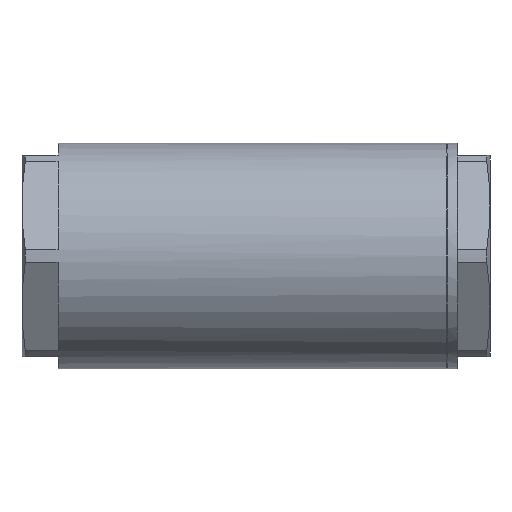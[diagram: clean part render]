
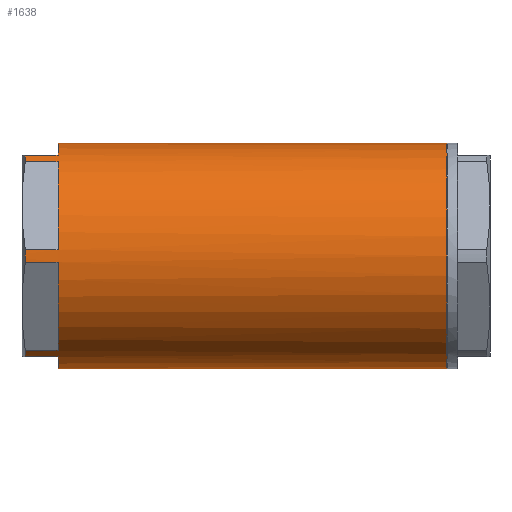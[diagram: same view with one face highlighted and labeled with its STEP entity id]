
A CAD part, front view. The second image highlights one B-rep face of the part: STEP entity #1638.
In plain terms, the highlighted cylindrical face has radius 53.34 mm (diameter 106.68 mm), a partial arc.
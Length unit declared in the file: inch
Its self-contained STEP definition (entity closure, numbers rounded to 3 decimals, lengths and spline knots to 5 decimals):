
#15 = EDGE_LOOP ( 'NONE', ( #2263, #2516, #371, #20, #1233, #556, #689, #2546, #1905, #1229, #211, #1964, #49, #2381, #1832, #884 ) ) ;
#20 = ORIENTED_EDGE ( 'NONE', *, *, #1974, .F. ) ;
#31 = CARTESIAN_POINT ( 'NONE',  ( 0.06029, -0.94571, -1.875 ) ) ;
#49 = ORIENTED_EDGE ( 'NONE', *, *, #1758, .F. ) ;
#55 = DIRECTION ( 'NONE',  ( 0., 0., 1. ) ) ;
#57 = CIRCLE ( 'NONE', #1245, 2.1 ) ;
#102 = DIRECTION ( 'NONE',  ( -1., 0., 0. ) ) ;
#107 = AXIS2_PLACEMENT_3D ( 'NONE', #533, #161, #1945 ) ;
#130 = DIRECTION ( 'NONE',  ( 1., 0., 0. ) ) ;
#138 = CARTESIAN_POINT ( 'NONE',  ( -0.38483, -0.94571, -1.875 ) ) ;
#149 = DIRECTION ( 'NONE',  ( -1., 0., 0. ) ) ;
#160 = FACE_OUTER_BOUND ( 'NONE', #15, .T. ) ;
#161 = DIRECTION ( 'NONE',  ( -1., 0., 0. ) ) ;
#164 = CARTESIAN_POINT ( 'NONE',  ( -0.38483, 0., 2.1 ) ) ;
#211 = ORIENTED_EDGE ( 'NONE', *, *, #767, .F. ) ;
#225 = VECTOR ( 'NONE', #149, 39.37008 ) ;
#228 = DIRECTION ( 'NONE',  ( -1., 0., 0. ) ) ;
#235 = EDGE_CURVE ( 'NONE', #2397, #2424, #1526, .T. ) ;
#262 = VERTEX_POINT ( 'NONE', #493 ) ;
#321 = DIRECTION ( 'NONE',  ( 0., 0., 1. ) ) ;
#338 = VERTEX_POINT ( 'NONE', #756 ) ;
#371 = ORIENTED_EDGE ( 'NONE', *, *, #1383, .T. ) ;
#374 = CARTESIAN_POINT ( 'NONE',  ( 0.67, 0., 0. ) ) ;
#391 = VECTOR ( 'NONE', #2036, 39.37008 ) ;
#477 = VERTEX_POINT ( 'NONE', #1211 ) ;
#493 = CARTESIAN_POINT ( 'NONE',  ( 0.67, -1.15094, 1.75651 ) ) ;
#494 = CYLINDRICAL_SURFACE ( 'NONE', #700, 2.1 ) ;
#527 = DIRECTION ( 'NONE',  ( 0., 0., 1. ) ) ;
#533 = CARTESIAN_POINT ( 'NONE',  ( 0.67, 0., 0. ) ) ;
#556 = ORIENTED_EDGE ( 'NONE', *, *, #235, .F. ) ;
#572 = VERTEX_POINT ( 'NONE', #2447 ) ;
#590 = EDGE_CURVE ( 'NONE', #1784, #262, #937, .T. ) ;
#600 = EDGE_CURVE ( 'NONE', #262, #2397, #1875, .T. ) ;
#608 = LINE ( 'NONE', #2402, #613 ) ;
#613 = VECTOR ( 'NONE', #833, 39.37008 ) ;
#615 = CARTESIAN_POINT ( 'NONE',  ( 0.67, 0., 2.1 ) ) ;
#636 = CARTESIAN_POINT ( 'NONE',  ( 0.67, 0., 0. ) ) ;
#650 = DIRECTION ( 'NONE',  ( -1., 0., 0. ) ) ;
#657 = EDGE_CURVE ( 'NONE', #1612, #1784, #688, .T. ) ;
#687 = CARTESIAN_POINT ( 'NONE',  ( -0.38483, 0., 0. ) ) ;
#688 = LINE ( 'NONE', #1428, #1793 ) ;
#689 = ORIENTED_EDGE ( 'NONE', *, *, #600, .F. ) ;
#700 = AXIS2_PLACEMENT_3D ( 'NONE', #687, #1081, #1287 ) ;
#705 = CARTESIAN_POINT ( 'NONE',  ( 0.67, -2.09665, 0.11849 ) ) ;
#711 = CARTESIAN_POINT ( 'NONE',  ( 0.67, 0., -2.1 ) ) ;
#717 = DIRECTION ( 'NONE',  ( -1., 0., 0. ) ) ;
#721 = LINE ( 'NONE', #164, #225 ) ;
#756 = CARTESIAN_POINT ( 'NONE',  ( 0.67, -1.15094, -1.75651 ) ) ;
#767 = EDGE_CURVE ( 'NONE', #477, #2489, #998, .T. ) ;
#798 = VECTOR ( 'NONE', #650, 39.37008 ) ;
#800 = CIRCLE ( 'NONE', #2375, 2.1 ) ;
#833 = DIRECTION ( 'NONE',  ( -1., 0., 0. ) ) ;
#852 = DIRECTION ( 'NONE',  ( 1., 0., 0. ) ) ;
#862 = CARTESIAN_POINT ( 'NONE',  ( -0.38483, -1.15094, 1.75651 ) ) ;
#884 = ORIENTED_EDGE ( 'NONE', *, *, #2021, .F. ) ;
#900 = CARTESIAN_POINT ( 'NONE',  ( 0.06029, -1.15094, -1.75651 ) ) ;
#937 = CIRCLE ( 'NONE', #2075, 2.1 ) ;
#996 = CARTESIAN_POINT ( 'NONE',  ( 7.9, 0., 0. ) ) ;
#998 = LINE ( 'NONE', #1483, #2344 ) ;
#1010 = VERTEX_POINT ( 'NONE', #615 ) ;
#1022 = DIRECTION ( 'NONE',  ( 0., 0., 1. ) ) ;
#1023 = VECTOR ( 'NONE', #130, 39.37008 ) ;
#1081 = DIRECTION ( 'NONE',  ( -1., 0., 0. ) ) ;
#1103 = CARTESIAN_POINT ( 'NONE',  ( 7.9, 0., 2.1 ) ) ;
#1107 = VERTEX_POINT ( 'NONE', #31 ) ;
#1131 = LINE ( 'NONE', #1243, #391 ) ;
#1147 = DIRECTION ( 'NONE',  ( 0., 0., 1. ) ) ;
#1153 = CARTESIAN_POINT ( 'NONE',  ( 7.9, 0., -2.1 ) ) ;
#1159 = VECTOR ( 'NONE', #1712, 39.37008 ) ;
#1187 = CIRCLE ( 'NONE', #2148, 2.1 ) ;
#1211 = CARTESIAN_POINT ( 'NONE',  ( 0.67, -2.09665, -0.11849 ) ) ;
#1229 = ORIENTED_EDGE ( 'NONE', *, *, #2398, .F. ) ;
#1233 = ORIENTED_EDGE ( 'NONE', *, *, #1538, .F. ) ;
#1243 = CARTESIAN_POINT ( 'NONE',  ( -0.38483, -0.94571, 1.875 ) ) ;
#1245 = AXIS2_PLACEMENT_3D ( 'NONE', #374, #1360, #2547 ) ;
#1287 = DIRECTION ( 'NONE',  ( 0., 0., 1. ) ) ;
#1318 = CARTESIAN_POINT ( 'NONE',  ( 0.06029, 0., 0. ) ) ;
#1360 = DIRECTION ( 'NONE',  ( -1., 0., 0. ) ) ;
#1383 = EDGE_CURVE ( 'NONE', #2339, #1010, #721, .T. ) ;
#1428 = CARTESIAN_POINT ( 'NONE',  ( -0.38483, -2.09665, 0.11849 ) ) ;
#1434 = CIRCLE ( 'NONE', #1633, 2.1 ) ;
#1466 = CIRCLE ( 'NONE', #107, 2.1 ) ;
#1470 = CARTESIAN_POINT ( 'NONE',  ( 0.06029, -2.09665, 0.11849 ) ) ;
#1483 = CARTESIAN_POINT ( 'NONE',  ( -0.38483, -2.09665, -0.11849 ) ) ;
#1484 = CARTESIAN_POINT ( 'NONE',  ( 0.06029, 0., 0. ) ) ;
#1526 = CIRCLE ( 'NONE', #1600, 2.1 ) ;
#1528 = CARTESIAN_POINT ( 'NONE',  ( 0.06029, 0., 0. ) ) ;
#1538 = EDGE_CURVE ( 'NONE', #2424, #2387, #1131, .T. ) ;
#1541 = CARTESIAN_POINT ( 'NONE',  ( -0.38483, -1.15094, -1.75651 ) ) ;
#1547 = EDGE_CURVE ( 'NONE', #1957, #2384, #608, .T. ) ;
#1600 = AXIS2_PLACEMENT_3D ( 'NONE', #1318, #2093, #527 ) ;
#1612 = VERTEX_POINT ( 'NONE', #1470 ) ;
#1633 = AXIS2_PLACEMENT_3D ( 'NONE', #2120, #2124, #1147 ) ;
#1638 = ADVANCED_FACE ( 'NONE', ( #160 ), #494, .T. ) ;
#1702 = EDGE_CURVE ( 'NONE', #338, #477, #1434, .T. ) ;
#1712 = DIRECTION ( 'NONE',  ( -1., 0., 0. ) ) ;
#1715 = DIRECTION ( 'NONE',  ( -1., 0., 0. ) ) ;
#1754 = EDGE_CURVE ( 'NONE', #572, #1107, #2277, .T. ) ;
#1755 = LINE ( 'NONE', #1541, #1023 ) ;
#1758 = EDGE_CURVE ( 'NONE', #2405, #338, #1755, .T. ) ;
#1784 = VERTEX_POINT ( 'NONE', #705 ) ;
#1793 = VECTOR ( 'NONE', #852, 39.37008 ) ;
#1832 = ORIENTED_EDGE ( 'NONE', *, *, #1754, .F. ) ;
#1860 = DIRECTION ( 'NONE',  ( -1., 0., 0. ) ) ;
#1875 = LINE ( 'NONE', #862, #798 ) ;
#1892 = CARTESIAN_POINT ( 'NONE',  ( 0.67, -0.94571, 1.875 ) ) ;
#1905 = ORIENTED_EDGE ( 'NONE', *, *, #657, .F. ) ;
#1919 = DIRECTION ( 'NONE',  ( 0., 0., 1. ) ) ;
#1945 = DIRECTION ( 'NONE',  ( 0., 0., 1. ) ) ;
#1957 = VERTEX_POINT ( 'NONE', #1153 ) ;
#1964 = ORIENTED_EDGE ( 'NONE', *, *, #1702, .F. ) ;
#1974 = EDGE_CURVE ( 'NONE', #2387, #1010, #57, .T. ) ;
#1976 = CARTESIAN_POINT ( 'NONE',  ( 0.06029, -2.09665, -0.11849 ) ) ;
#2021 = EDGE_CURVE ( 'NONE', #2384, #572, #1466, .T. ) ;
#2030 = AXIS2_PLACEMENT_3D ( 'NONE', #1484, #717, #321 ) ;
#2036 = DIRECTION ( 'NONE',  ( 1., 0., 0. ) ) ;
#2075 = AXIS2_PLACEMENT_3D ( 'NONE', #636, #1860, #55 ) ;
#2091 = CARTESIAN_POINT ( 'NONE',  ( 0.06029, -1.15094, 1.75651 ) ) ;
#2093 = DIRECTION ( 'NONE',  ( -1., 0., 0. ) ) ;
#2120 = CARTESIAN_POINT ( 'NONE',  ( 0.67, 0., 0. ) ) ;
#2124 = DIRECTION ( 'NONE',  ( -1., 0., 0. ) ) ;
#2148 = AXIS2_PLACEMENT_3D ( 'NONE', #996, #228, #1022 ) ;
#2201 = CIRCLE ( 'NONE', #2030, 2.1 ) ;
#2263 = ORIENTED_EDGE ( 'NONE', *, *, #1547, .F. ) ;
#2277 = LINE ( 'NONE', #138, #1159 ) ;
#2311 = CARTESIAN_POINT ( 'NONE',  ( 0.06029, -0.94571, 1.875 ) ) ;
#2339 = VERTEX_POINT ( 'NONE', #1103 ) ;
#2344 = VECTOR ( 'NONE', #102, 39.37008 ) ;
#2375 = AXIS2_PLACEMENT_3D ( 'NONE', #1528, #1715, #1919 ) ;
#2381 = ORIENTED_EDGE ( 'NONE', *, *, #2454, .F. ) ;
#2384 = VERTEX_POINT ( 'NONE', #711 ) ;
#2387 = VERTEX_POINT ( 'NONE', #1892 ) ;
#2397 = VERTEX_POINT ( 'NONE', #2091 ) ;
#2398 = EDGE_CURVE ( 'NONE', #2489, #1612, #2201, .T. ) ;
#2402 = CARTESIAN_POINT ( 'NONE',  ( -0.38483, 0., -2.1 ) ) ;
#2405 = VERTEX_POINT ( 'NONE', #900 ) ;
#2424 = VERTEX_POINT ( 'NONE', #2311 ) ;
#2447 = CARTESIAN_POINT ( 'NONE',  ( 0.67, -0.94571, -1.875 ) ) ;
#2454 = EDGE_CURVE ( 'NONE', #1107, #2405, #800, .T. ) ;
#2489 = VERTEX_POINT ( 'NONE', #1976 ) ;
#2509 = EDGE_CURVE ( 'NONE', #1957, #2339, #1187, .T. ) ;
#2516 = ORIENTED_EDGE ( 'NONE', *, *, #2509, .T. ) ;
#2546 = ORIENTED_EDGE ( 'NONE', *, *, #590, .F. ) ;
#2547 = DIRECTION ( 'NONE',  ( 0., 0., 1. ) ) ;
